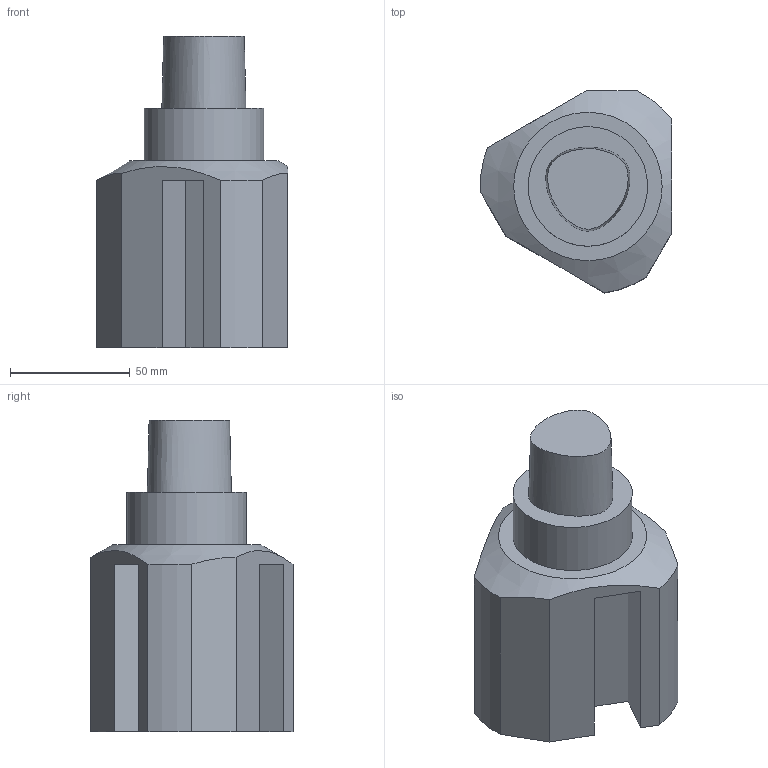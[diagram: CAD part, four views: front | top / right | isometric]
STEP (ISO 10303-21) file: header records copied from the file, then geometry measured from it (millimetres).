
FILE_DESCRIPTION((''),'1');
FILE_NAME('C5-180-3BH20R-100.stp','2017-05-03T05:37:25',(''),(''),'Spatial Interop R21 SP3','Kubotek KeyCreator 2011 V10.0.2 (22737)',' ');
FILE_SCHEMA(('automotive_design'));
Length unit declared in the file: millimetre
Products named in the file (1): 240[2]
Bounding box: 79.95 x 84.45 x 130 mm (x, y, z)
Volume: 373361.4 mm3; surface area: 44527.5 mm2
Topology: 1 solids, 1 shells, 28 faces, 72 edges, 48 vertices
Faces by surface type: plane 22, cylinder 4, bspline 1, cone 1
Full cylindrical faces by diameter (mm): 49.98 x1
Entity records: 2072 total; most frequent: CARTESIAN_POINT 707, ORIENTED_EDGE 138, PRESENTATION_STYLE_ASSIGNMENT 127, COLOUR_RGB 127, DIRECTION 126, STYLED_ITEM 98, CURVE_STYLE 98, DRAUGHTING_PRE_DEFINED_CURVE_FONT 98
